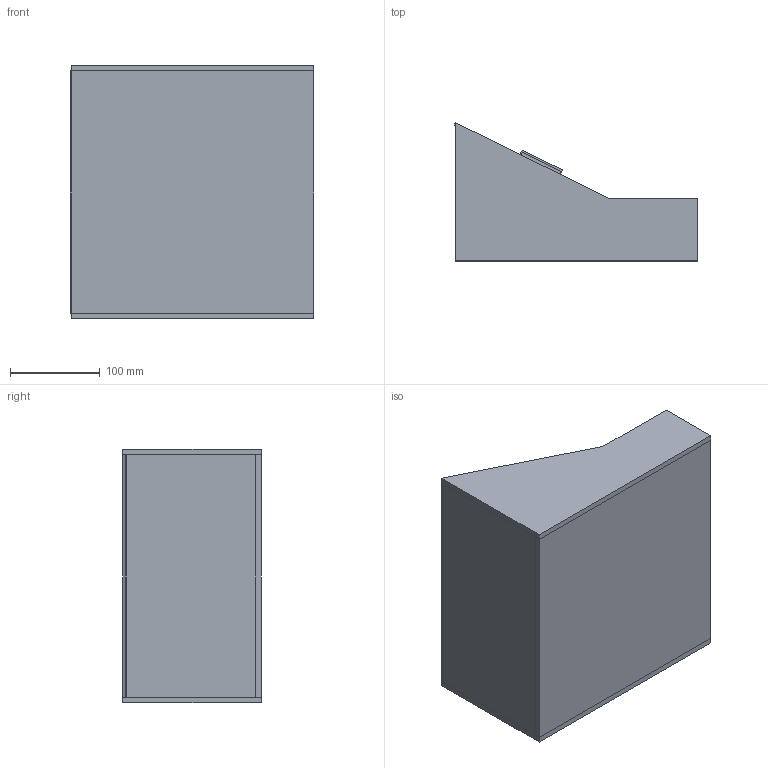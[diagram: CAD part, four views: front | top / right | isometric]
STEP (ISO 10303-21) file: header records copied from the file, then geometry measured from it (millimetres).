
FILE_DESCRIPTION(/* description */ (''),/* implementation_level */ '2;1');
FILE_NAME(/* name */ 'v.3.stp',/* time_stamp */ '2020-08-04T08:56:37-06:00',/* author */ ('adick'),/* organization */ (''),/* preprocessor_version */ 'ST-DEVELOPER v18.1',/* originating_system */ 'Autodesk Inventor 2021',/* authorisation */ '');
FILE_SCHEMA (('AUTOMOTIVE_DESIGN { 1 0 10303 214 3 1 1 }'));
Products named in the file (8): v.3; Bottom; Front; Back; Sides; Front Plywood; Arm Rest; Part2
Assembly tree (8 placements, depth 2):
  v.3
    Sides  x2
    Bottom
    Front
    Back
    Front Plywood
    Arm Rest
    Part2
Bounding box: 271.4 x 154 x 282.7 mm (x, y, z)
Volume: 1412440.3 mm3; surface area: 537955.6 mm2
Topology: 8 solids, 8 shells, 170 faces, 453 edges, 302 vertices
Faces by surface type: plane 159, cylinder 11
Full cylindrical faces by diameter (mm): 5.5 x1, 12 x6
Entity records: 5593 total; most frequent: CARTESIAN_POINT 910, ORIENTED_EDGE 876, DIRECTION 820, EDGE_CURVE 438, LINE 416, VECTOR 416, VERTEX_POINT 292, EDGE_LOOP 224
